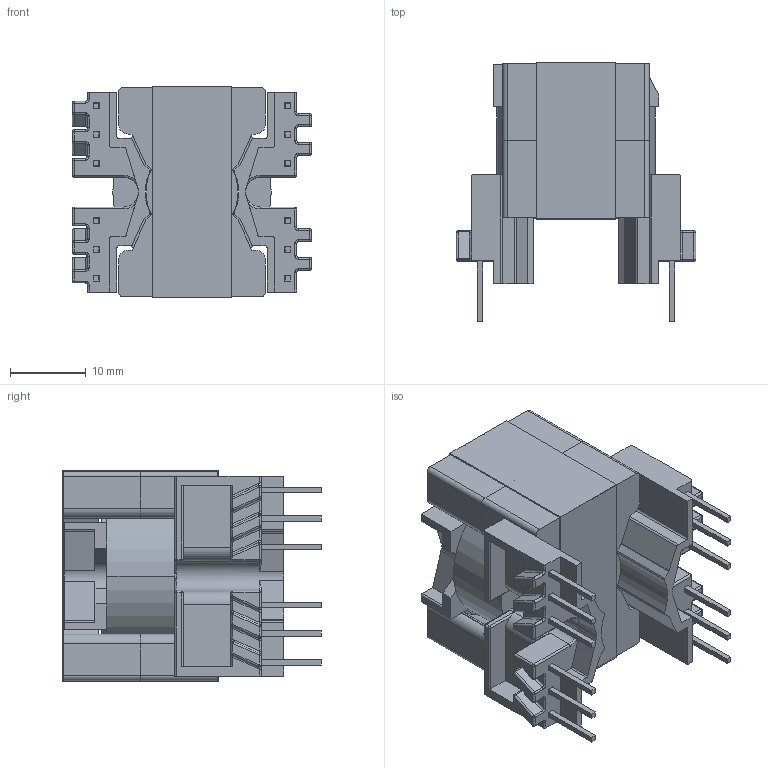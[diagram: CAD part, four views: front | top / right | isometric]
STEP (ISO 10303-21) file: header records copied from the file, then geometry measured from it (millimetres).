
FILE_DESCRIPTION (( 'STEP AP214' ), '1' );
FILE_NAME ('PQ2620_6947.STEP', '2020-04-07T20:58:22', ( '' ), ( '' ), 'SwSTEP 2.0', 'SolidWorks 2017', '' );
FILE_SCHEMA (( 'AUTOMOTIVE_DESIGN' ));
Length unit declared in the file: millimetre
Products named in the file (5): 440-8108-0693; 150-0693_6C; PQ2620_6947; 070-5729_coil; 070-6947_6A
Assembly tree (5 placements, depth 2):
  PQ2620_6947
    070-6947_6A
    070-5729_coil
    150-0693_6C  x2
    440-8108-0693
Bounding box: 31.73 x 34.3 x 28.02 mm (x, y, z)
Volume: 12539.5 mm3; surface area: 13195.1 mm2
Topology: 17 solids, 17 shells, 721 faces, 1823 edges, 1108 vertices
Faces by surface type: plane 367, cylinder 248, sphere 50, torus 36, bspline 20
Entity records: 21677 total; most frequent: CARTESIAN_POINT 4038, DIRECTION 3481, ORIENTED_EDGE 3338, EDGE_CURVE 1669, AXIS2_PLACEMENT_3D 1201, VECTOR 1079, LINE 1079, VERTEX_POINT 1032
